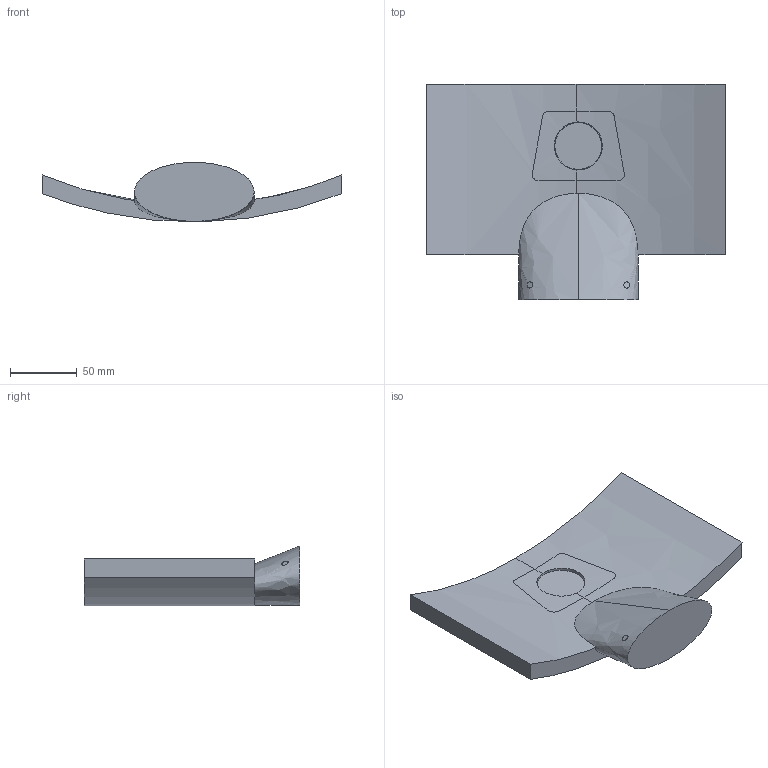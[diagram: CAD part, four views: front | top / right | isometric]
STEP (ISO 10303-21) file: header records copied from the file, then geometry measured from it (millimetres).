
FILE_DESCRIPTION(/* description */ (''),/* implementation_level */ '2;1');
FILE_NAME(/* name */ 'MICRODURF small',/* time_stamp */ '2013-11-08T12:24:03+01:00',/* author */ (''),/* organization */ (''),/* preprocessor_version */ 'ST-DEVELOPER v10',/* originating_system */ '',/* authorisation */ '');
FILE_SCHEMA (('AUTOMOTIVE_DESIGN'));
Length unit declared in the file: millimetre
Products named in the file (1): 1
Bounding box: 224 x 161.07 x 44.72 mm (x, y, z)
Volume: 370342.1 mm3; surface area: 91347.9 mm2
Topology: 3 solids, 4 shells, 26 faces, 93 edges, 71 vertices
Faces by surface type: bspline 20, plane 6
Entity records: 1390 total; most frequent: CARTESIAN_POINT 862, ORIENTED_EDGE 136, EDGE_CURVE 79, VERTEX_POINT 61, B_SPLINE_CURVE_WITH_KNOTS 55, EDGE_LOOP 29, ADVANCED_FACE 26, FACE_OUTER_BOUND 26
